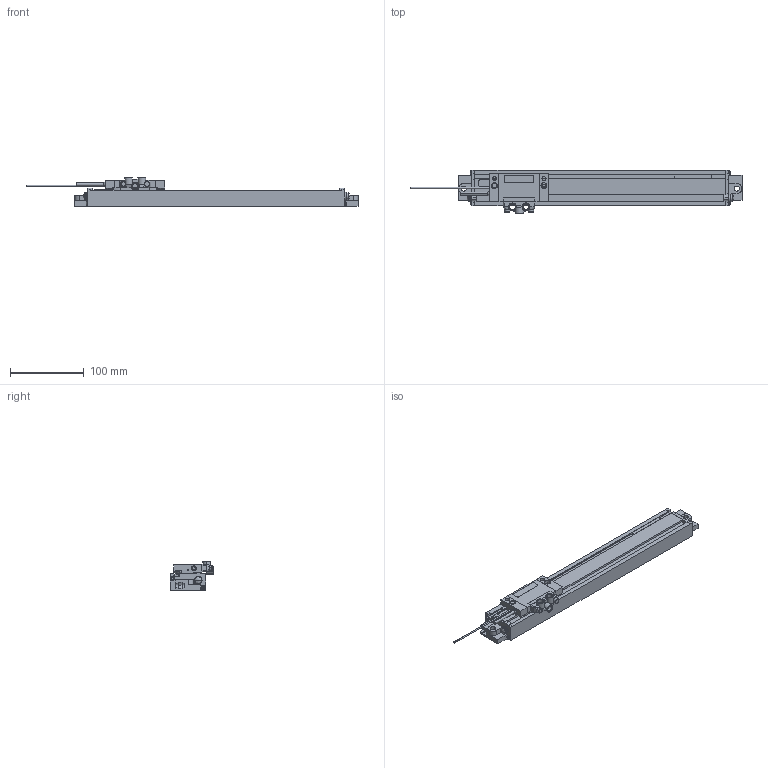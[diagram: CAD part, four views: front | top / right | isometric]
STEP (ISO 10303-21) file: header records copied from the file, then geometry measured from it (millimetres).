
FILE_DESCRIPTION((''),'2;1');
FILE_NAME('1160709-01-Z01_ASM','2021-06-07T10:38:13',('AT10150'),(''),'CREO PARAMETRIC BY PTC INC, 2019164','CREO PARAMETRIC BY PTC INC, 2019164','');
FILE_SCHEMA(('AUTOMOTIVE_DESIGN { 1 0 10303 214 1 1 1 1 }'));
Length unit declared in the file: millimetre
Products named in the file (3): 1160709-01-Z02; 1160709-01-Z04; 1160709-01-Z01_ASM
Assembly tree (2 placements, depth 2):
  1160709-01-Z01_ASM
    1160709-01-Z02
    1160709-01-Z04
Bounding box: 450 x 59.1 x 39.3 mm (x, y, z)
Volume: 398553.6 mm3; surface area: 74248.7 mm2
Topology: 2 solids, 2 shells, 391 faces, 1533 edges, 1156 vertices
Faces by surface type: plane 246, cylinder 103, bspline 14, sphere 12, torus 10, cone 6
Entity records: 20661 total; most frequent: CARTESIAN_POINT 3927, DIRECTION 2388, ORIENTED_EDGE 2102, PRESENTATION_STYLE_ASSIGNMENT 1531, STYLED_ITEM 1531, CURVE_STYLE 1529, EDGE_CURVE 1051, VECTOR 1048
